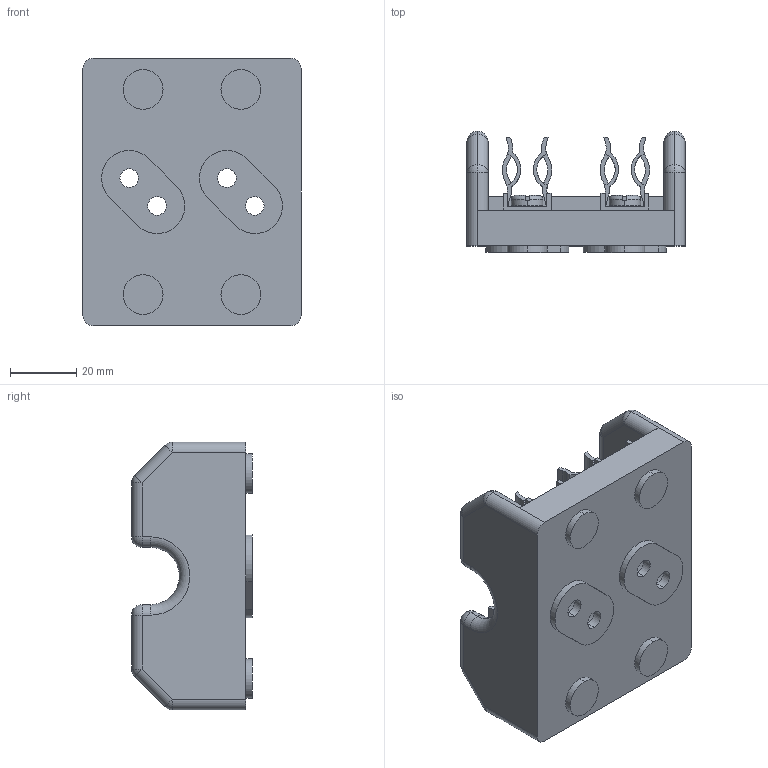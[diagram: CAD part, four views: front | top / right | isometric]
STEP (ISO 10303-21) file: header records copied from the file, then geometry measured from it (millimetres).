
FILE_DESCRIPTION (( 'STEP AP214' ), '1' );
FILE_NAME ('T60030-2SR.STEP', '2020-03-02T20:31:26', ( '' ), ( '' ), 'SwSTEP 2.0', 'SolidWorks 2019', '' );
FILE_SCHEMA (( 'AUTOMOTIVE_DESIGN' ));
Length unit declared in the file: inch
Products named in the file (1): T60030-2SR
Bounding box: 65.8 x 36.5 x 80.8 mm (x, y, z)
Volume: 80984.8 mm3; surface area: 32769.4 mm2
Topology: 9 solids, 9 shells, 396 faces, 1094 edges, 692 vertices
Faces by surface type: plane 188, cylinder 172, sphere 24, torus 12
Entity records: 12892 total; most frequent: CARTESIAN_POINT 2327, DIRECTION 2306, ORIENTED_EDGE 2156, EDGE_CURVE 1078, AXIS2_PLACEMENT_3D 847, VERTEX_POINT 692, VECTOR 612, LINE 612
